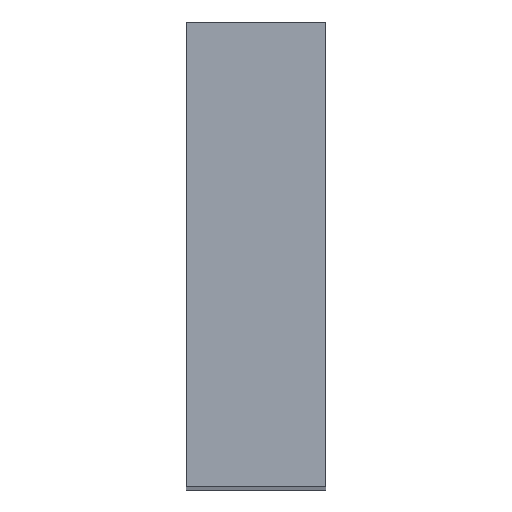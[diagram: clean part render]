
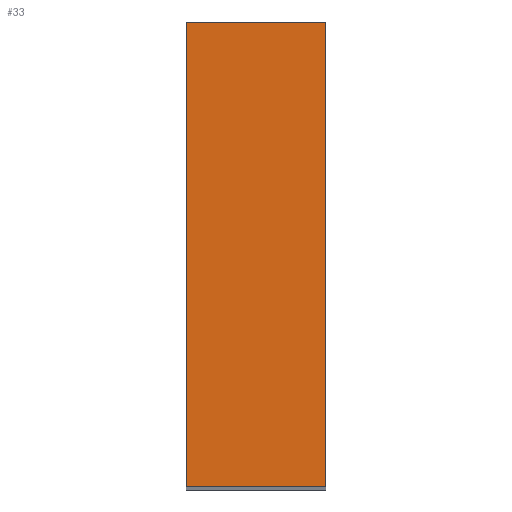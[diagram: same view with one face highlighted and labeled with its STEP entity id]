
A CAD part, top view. The second image highlights one B-rep face of the part: STEP entity #33.
In plain terms, the highlighted planar face has unit normal (0, 0, 1).
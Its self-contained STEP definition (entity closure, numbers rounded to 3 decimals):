
#33=ADVANCED_FACE('',(#64),#65,.T.);
#64=FACE_OUTER_BOUND('',#90,.T.);
#65=PLANE('',#91);
#90=EDGE_LOOP('',(#115,#116,#117,#118));
#91=AXIS2_PLACEMENT_3D('',#119,#120,#121);
#115=ORIENTED_EDGE('',*,*,#156,.T.);
#116=ORIENTED_EDGE('',*,*,#161,.T.);
#117=ORIENTED_EDGE('',*,*,#162,.F.);
#118=ORIENTED_EDGE('',*,*,#163,.F.);
#119=CARTESIAN_POINT('',(0.,5.0,20.0));
#120=DIRECTION('',(0.,0.,1.0));
#121=DIRECTION('',(1.0,0.,0.0));
#156=EDGE_CURVE('',#175,#176,#177,.T.);
#161=EDGE_CURVE('',#176,#184,#185,.T.);
#162=EDGE_CURVE('',#186,#184,#187,.T.);
#163=EDGE_CURVE('',#175,#186,#188,.T.);
#175=VERTEX_POINT('',#202);
#176=VERTEX_POINT('',#203);
#177=LINE('',#204,#205);
#184=VERTEX_POINT('',#215);
#185=LINE('',#216,#217);
#186=VERTEX_POINT('',#218);
#187=LINE('',#219,#220);
#188=LINE('',#221,#222);
#202=CARTESIAN_POINT('',(0.,5.0,20.0));
#203=CARTESIAN_POINT('',(0.,-5.0,20.0));
#204=CARTESIAN_POINT('',(0.,5.0,20.0));
#205=VECTOR('',#240,10.0);
#215=CARTESIAN_POINT('',(3.,-5.0,20.0));
#216=CARTESIAN_POINT('',(0.,-5.0,20.0));
#217=VECTOR('',#244,3.0);
#218=CARTESIAN_POINT('',(3.,5.0,20.0));
#219=CARTESIAN_POINT('',(3.,5.0,20.0));
#220=VECTOR('',#245,10.0);
#221=CARTESIAN_POINT('',(0.,5.0,20.0));
#222=VECTOR('',#246,3.0);
#240=DIRECTION('',(0.,-1.0,0.));
#244=DIRECTION('',(1.0,0.,0.));
#245=DIRECTION('',(0.,-1.0,0.));
#246=DIRECTION('',(1.0,0.,0.));
